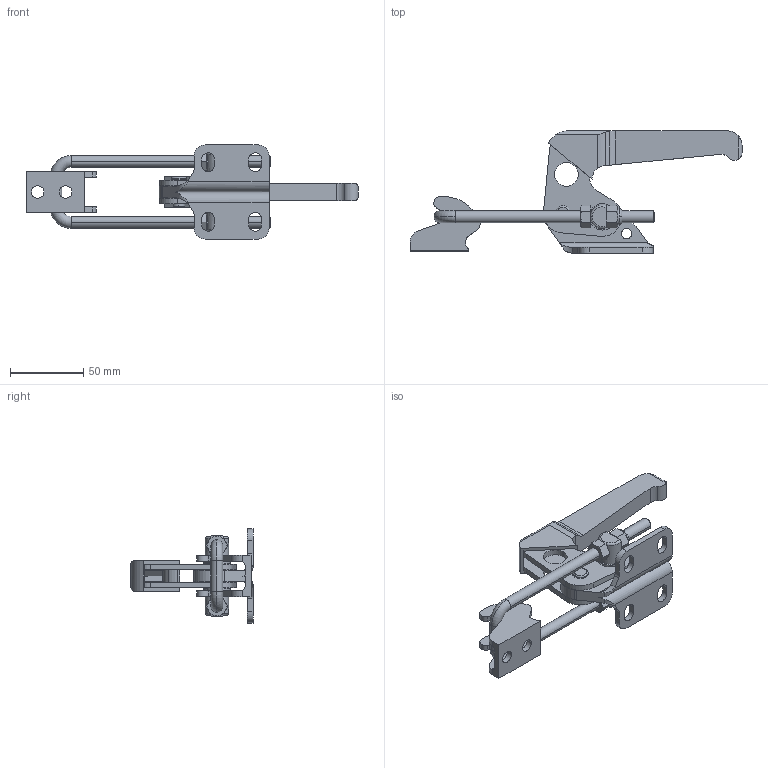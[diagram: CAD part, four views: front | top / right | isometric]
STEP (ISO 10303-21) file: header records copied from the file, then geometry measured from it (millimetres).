
FILE_DESCRIPTION( ( '' ), '1' );
FILE_NAME( 'lu700hss_2_03.stp', '2006-11-29T10:41:50', ( '' ), ( '' ), ' ', ' ', ' ' );
FILE_SCHEMA( ( 'CONFIG_CONTROL_DESIGN' ) );
Length unit declared in the file: millimetre
Products named in the file (5): 1; 2; 3; 4; 5
Bounding box: 225.98 x 83.24 x 64 mm (x, y, z)
Volume: 106207 mm3; surface area: 62790 mm2
Topology: 5 solids, 5 shells, 333 faces, 924 edges, 611 vertices
Faces by surface type: plane 158, cylinder 141, cone 20, torus 14
Entity records: 11603 total; most frequent: CARTESIAN_POINT 2739, ORIENTED_EDGE 1848, DIRECTION 1825, EDGE_CURVE 924, AXIS2_PLACEMENT_3D 671, VERTEX_POINT 611, LINE 483, VECTOR 483
